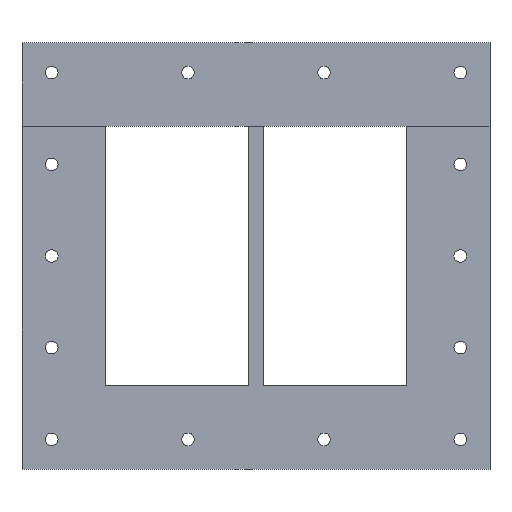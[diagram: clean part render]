
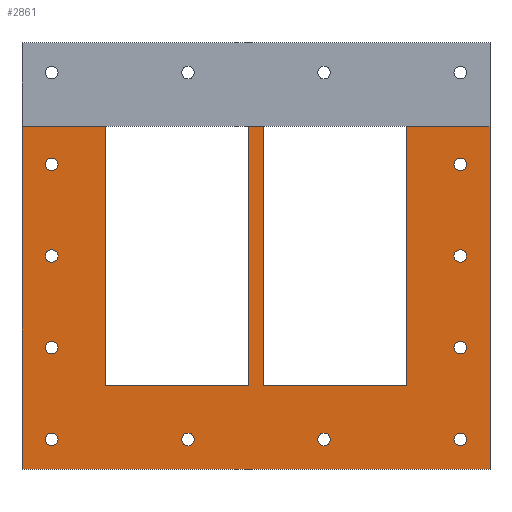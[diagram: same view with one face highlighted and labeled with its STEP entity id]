
A CAD part, top view. The second image highlights one B-rep face of the part: STEP entity #2861.
In plain terms, the highlighted planar face has unit normal (0, 0, 1).
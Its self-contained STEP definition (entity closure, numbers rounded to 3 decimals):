
#241=FACE_BOUND('',#678,.T.);
#242=FACE_BOUND('',#679,.T.);
#243=FACE_BOUND('',#680,.T.);
#244=FACE_BOUND('',#681,.T.);
#245=FACE_BOUND('',#682,.T.);
#246=FACE_BOUND('',#683,.T.);
#247=FACE_BOUND('',#684,.T.);
#248=FACE_BOUND('',#685,.T.);
#249=FACE_BOUND('',#686,.T.);
#250=FACE_BOUND('',#687,.T.);
#353=CIRCLE('',#3275,5.25);
#354=CIRCLE('',#3276,5.25);
#355=CIRCLE('',#3277,5.25);
#356=CIRCLE('',#3278,5.25);
#357=CIRCLE('',#3279,5.25);
#358=CIRCLE('',#3280,5.25);
#359=CIRCLE('',#3281,5.25);
#360=CIRCLE('',#3282,5.25);
#361=CIRCLE('',#3283,5.25);
#362=CIRCLE('',#3284,5.25);
#498=FACE_OUTER_BOUND('',#677,.T.);
#677=EDGE_LOOP('',(#2131,#2132,#2133,#2134,#2135,#2136,#2137,#2138,#2139,
#2140,#2141,#2142));
#678=EDGE_LOOP('',(#2143));
#679=EDGE_LOOP('',(#2144));
#680=EDGE_LOOP('',(#2145));
#681=EDGE_LOOP('',(#2146));
#682=EDGE_LOOP('',(#2147));
#683=EDGE_LOOP('',(#2148));
#684=EDGE_LOOP('',(#2149));
#685=EDGE_LOOP('',(#2150));
#686=EDGE_LOOP('',(#2151));
#687=EDGE_LOOP('',(#2152));
#931=LINE('',#4565,#1154);
#936=LINE('',#4575,#1159);
#939=LINE('',#4582,#1162);
#954=LINE('',#4612,#1177);
#955=LINE('',#4614,#1178);
#956=LINE('',#4616,#1179);
#957=LINE('',#4618,#1180);
#958=LINE('',#4620,#1181);
#959=LINE('',#4622,#1182);
#960=LINE('',#4624,#1183);
#961=LINE('',#4625,#1184);
#962=LINE('',#4626,#1185);
#1154=VECTOR('',#3701,10.);
#1159=VECTOR('',#3708,10.);
#1162=VECTOR('',#3713,10.);
#1177=VECTOR('',#3736,10.);
#1178=VECTOR('',#3737,10.);
#1179=VECTOR('',#3738,10.);
#1180=VECTOR('',#3739,10.);
#1181=VECTOR('',#3740,10.);
#1182=VECTOR('',#3741,10.);
#1183=VECTOR('',#3742,10.);
#1184=VECTOR('',#3743,10.);
#1185=VECTOR('',#3744,10.);
#1388=VERTEX_POINT('',#4563);
#1389=VERTEX_POINT('',#4564);
#1392=VERTEX_POINT('',#4572);
#1393=VERTEX_POINT('',#4574);
#1395=VERTEX_POINT('',#4580);
#1396=VERTEX_POINT('',#4581);
#1408=VERTEX_POINT('',#4613);
#1409=VERTEX_POINT('',#4615);
#1410=VERTEX_POINT('',#4617);
#1411=VERTEX_POINT('',#4619);
#1412=VERTEX_POINT('',#4621);
#1413=VERTEX_POINT('',#4623);
#1414=VERTEX_POINT('',#4627);
#1415=VERTEX_POINT('',#4629);
#1416=VERTEX_POINT('',#4631);
#1417=VERTEX_POINT('',#4633);
#1418=VERTEX_POINT('',#4635);
#1419=VERTEX_POINT('',#4637);
#1420=VERTEX_POINT('',#4639);
#1421=VERTEX_POINT('',#4641);
#1422=VERTEX_POINT('',#4643);
#1423=VERTEX_POINT('',#4645);
#1662=EDGE_CURVE('',#1388,#1389,#931,.T.);
#1667=EDGE_CURVE('',#1393,#1392,#936,.T.);
#1670=EDGE_CURVE('',#1395,#1396,#939,.T.);
#1687=EDGE_CURVE('',#1392,#1395,#954,.T.);
#1688=EDGE_CURVE('',#1396,#1408,#955,.T.);
#1689=EDGE_CURVE('',#1408,#1409,#956,.T.);
#1690=EDGE_CURVE('',#1409,#1410,#957,.T.);
#1691=EDGE_CURVE('',#1410,#1411,#958,.T.);
#1692=EDGE_CURVE('',#1411,#1412,#959,.T.);
#1693=EDGE_CURVE('',#1412,#1413,#960,.T.);
#1694=EDGE_CURVE('',#1413,#1388,#961,.T.);
#1695=EDGE_CURVE('',#1389,#1393,#962,.T.);
#1696=EDGE_CURVE('',#1414,#1414,#353,.T.);
#1697=EDGE_CURVE('',#1415,#1415,#354,.T.);
#1698=EDGE_CURVE('',#1416,#1416,#355,.T.);
#1699=EDGE_CURVE('',#1417,#1417,#356,.T.);
#1700=EDGE_CURVE('',#1418,#1418,#357,.T.);
#1701=EDGE_CURVE('',#1419,#1419,#358,.T.);
#1702=EDGE_CURVE('',#1420,#1420,#359,.T.);
#1703=EDGE_CURVE('',#1421,#1421,#360,.T.);
#1704=EDGE_CURVE('',#1422,#1422,#361,.T.);
#1705=EDGE_CURVE('',#1423,#1423,#362,.T.);
#2131=ORIENTED_EDGE('',*,*,#1667,.T.);
#2132=ORIENTED_EDGE('',*,*,#1687,.T.);
#2133=ORIENTED_EDGE('',*,*,#1670,.T.);
#2134=ORIENTED_EDGE('',*,*,#1688,.T.);
#2135=ORIENTED_EDGE('',*,*,#1689,.T.);
#2136=ORIENTED_EDGE('',*,*,#1690,.T.);
#2137=ORIENTED_EDGE('',*,*,#1691,.T.);
#2138=ORIENTED_EDGE('',*,*,#1692,.T.);
#2139=ORIENTED_EDGE('',*,*,#1693,.T.);
#2140=ORIENTED_EDGE('',*,*,#1694,.T.);
#2141=ORIENTED_EDGE('',*,*,#1662,.T.);
#2142=ORIENTED_EDGE('',*,*,#1695,.T.);
#2143=ORIENTED_EDGE('',*,*,#1696,.T.);
#2144=ORIENTED_EDGE('',*,*,#1697,.T.);
#2145=ORIENTED_EDGE('',*,*,#1698,.T.);
#2146=ORIENTED_EDGE('',*,*,#1699,.T.);
#2147=ORIENTED_EDGE('',*,*,#1700,.T.);
#2148=ORIENTED_EDGE('',*,*,#1701,.T.);
#2149=ORIENTED_EDGE('',*,*,#1702,.T.);
#2150=ORIENTED_EDGE('',*,*,#1703,.T.);
#2151=ORIENTED_EDGE('',*,*,#1704,.T.);
#2152=ORIENTED_EDGE('',*,*,#1705,.T.);
#2761=PLANE('',#3274);
#2861=ADVANCED_FACE('',(#498,#241,#242,#243,#244,#245,#246,#247,#248,#249,
#250),#2761,.T.);
#3274=AXIS2_PLACEMENT_3D('',#4611,#3734,#3735);
#3275=AXIS2_PLACEMENT_3D('',#4628,#3745,#3746);
#3276=AXIS2_PLACEMENT_3D('',#4630,#3747,#3748);
#3277=AXIS2_PLACEMENT_3D('',#4632,#3749,#3750);
#3278=AXIS2_PLACEMENT_3D('',#4634,#3751,#3752);
#3279=AXIS2_PLACEMENT_3D('',#4636,#3753,#3754);
#3280=AXIS2_PLACEMENT_3D('',#4638,#3755,#3756);
#3281=AXIS2_PLACEMENT_3D('',#4640,#3757,#3758);
#3282=AXIS2_PLACEMENT_3D('',#4642,#3759,#3760);
#3283=AXIS2_PLACEMENT_3D('',#4644,#3761,#3762);
#3284=AXIS2_PLACEMENT_3D('',#4646,#3763,#3764);
#3701=DIRECTION('',(0.,1.,0.));
#3708=DIRECTION('',(0.,-1.,0.));
#3713=DIRECTION('',(0.,1.,0.));
#3734=DIRECTION('center_axis',(0.,0.,1.));
#3735=DIRECTION('ref_axis',(1.,0.,0.));
#3736=DIRECTION('',(1.,0.,0.));
#3737=DIRECTION('',(-1.,0.,0.));
#3738=DIRECTION('',(0.,-1.,0.));
#3739=DIRECTION('',(-1.,0.,0.));
#3740=DIRECTION('',(0.,1.,0.));
#3741=DIRECTION('',(-1.,0.,0.));
#3742=DIRECTION('',(0.,-1.,0.));
#3743=DIRECTION('',(-1.,0.,0.));
#3744=DIRECTION('',(-1.,0.,0.));
#3745=DIRECTION('center_axis',(0.,0.,-1.));
#3746=DIRECTION('ref_axis',(1.,0.,0.));
#3747=DIRECTION('center_axis',(0.,0.,-1.));
#3748=DIRECTION('ref_axis',(1.,0.,0.));
#3749=DIRECTION('center_axis',(0.,0.,-1.));
#3750=DIRECTION('ref_axis',(1.,0.,0.));
#3751=DIRECTION('center_axis',(0.,0.,-1.));
#3752=DIRECTION('ref_axis',(1.,0.,0.));
#3753=DIRECTION('center_axis',(0.,0.,-1.));
#3754=DIRECTION('ref_axis',(1.,0.,0.));
#3755=DIRECTION('center_axis',(0.,0.,-1.));
#3756=DIRECTION('ref_axis',(1.,0.,0.));
#3757=DIRECTION('center_axis',(0.,0.,-1.));
#3758=DIRECTION('ref_axis',(1.,0.,0.));
#3759=DIRECTION('center_axis',(0.,0.,-1.));
#3760=DIRECTION('ref_axis',(1.,0.,0.));
#3761=DIRECTION('center_axis',(0.,0.,-1.));
#3762=DIRECTION('ref_axis',(1.,0.,0.));
#3763=DIRECTION('center_axis',(0.,0.,-1.));
#3764=DIRECTION('ref_axis',(1.,0.,0.));
#4563=CARTESIAN_POINT('',(-126.5,-109.,0.));
#4564=CARTESIAN_POINT('',(-126.5,108.5,0.));
#4565=CARTESIAN_POINT('',(-126.5,-54.5,0.));
#4572=CARTESIAN_POINT('',(-196.5,-179.,0.));
#4574=CARTESIAN_POINT('',(-196.5,108.5,0.));
#4575=CARTESIAN_POINT('',(-196.5,179.,0.));
#4580=CARTESIAN_POINT('',(196.5,-179.,0.));
#4581=CARTESIAN_POINT('',(196.5,108.5,0.));
#4582=CARTESIAN_POINT('',(196.5,-179.,0.));
#4611=CARTESIAN_POINT('Origin',(0.,0.,0.));
#4612=CARTESIAN_POINT('',(-196.5,-179.,0.));
#4613=CARTESIAN_POINT('',(126.5,108.5,0.));
#4614=CARTESIAN_POINT('',(98.25,108.5,0.));
#4615=CARTESIAN_POINT('',(126.5,-109.,0.));
#4616=CARTESIAN_POINT('',(126.5,54.5,0.));
#4617=CARTESIAN_POINT('',(6.,-109.,0.));
#4618=CARTESIAN_POINT('',(63.25,-109.,0.));
#4619=CARTESIAN_POINT('',(6.,108.5,0.));
#4620=CARTESIAN_POINT('',(6.,-54.5,0.));
#4621=CARTESIAN_POINT('',(-6.,108.5,0.));
#4622=CARTESIAN_POINT('',(98.25,108.5,0.));
#4623=CARTESIAN_POINT('',(-6.,-109.,0.));
#4624=CARTESIAN_POINT('',(-6.,54.5,0.));
#4625=CARTESIAN_POINT('',(-3.,-109.,0.));
#4626=CARTESIAN_POINT('',(98.25,108.5,0.));
#4627=CARTESIAN_POINT('',(-176.75,-154.,0.));
#4628=CARTESIAN_POINT('Origin',(-171.5,-154.,0.));
#4629=CARTESIAN_POINT('',(-176.75,-77.,0.));
#4630=CARTESIAN_POINT('Origin',(-171.5,-77.,0.));
#4631=CARTESIAN_POINT('',(-176.75,0.,0.));
#4632=CARTESIAN_POINT('Origin',(-171.5,0.,0.));
#4633=CARTESIAN_POINT('',(-176.75,77.,0.));
#4634=CARTESIAN_POINT('Origin',(-171.5,77.,0.));
#4635=CARTESIAN_POINT('',(-62.417,-154.,0.));
#4636=CARTESIAN_POINT('Origin',(-57.167,-154.,0.));
#4637=CARTESIAN_POINT('',(51.917,-154.,0.));
#4638=CARTESIAN_POINT('Origin',(57.167,-154.,0.));
#4639=CARTESIAN_POINT('',(166.25,-154.,0.));
#4640=CARTESIAN_POINT('Origin',(171.5,-154.,0.));
#4641=CARTESIAN_POINT('',(166.25,77.,0.));
#4642=CARTESIAN_POINT('Origin',(171.5,77.,0.));
#4643=CARTESIAN_POINT('',(166.25,0.,0.));
#4644=CARTESIAN_POINT('Origin',(171.5,0.,0.));
#4645=CARTESIAN_POINT('',(166.25,-77.,0.));
#4646=CARTESIAN_POINT('Origin',(171.5,-77.,0.));
